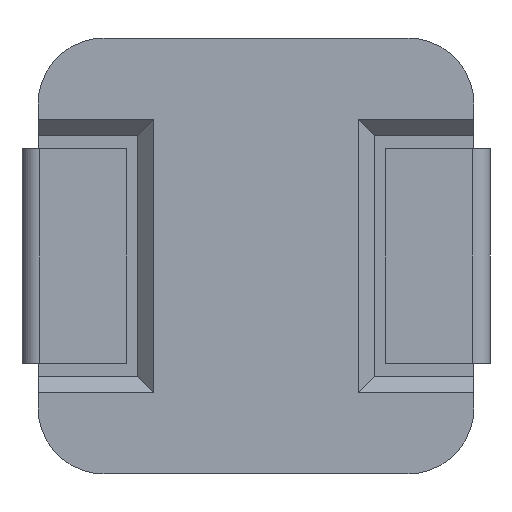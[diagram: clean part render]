
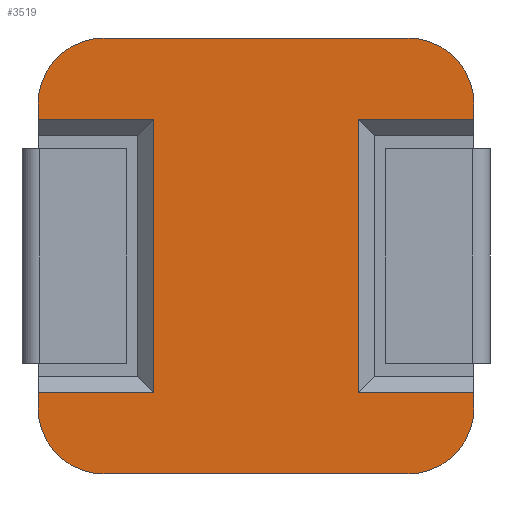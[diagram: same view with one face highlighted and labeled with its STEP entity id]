
A CAD part, front view. The second image highlights one B-rep face of the part: STEP entity #3519.
In plain terms, the highlighted planar face has unit normal (0, -1, 0).
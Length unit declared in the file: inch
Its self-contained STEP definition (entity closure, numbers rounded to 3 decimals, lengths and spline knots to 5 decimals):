
#126 = CARTESIAN_POINT ( 'NONE',  ( -0.04818, 0.09557, 0.34098 ) ) ;
#140 = EDGE_CURVE ( 'NONE', #4045, #3727, #721, .T. ) ;
#163 = EDGE_CURVE ( 'NONE', #2596, #3928, #2292, .T. ) ;
#165 = VERTEX_POINT ( 'NONE', #620 ) ;
#228 = LINE ( 'NONE', #3996, #4001 ) ;
#262 = DIRECTION ( 'NONE',  ( 1., 0., 0. ) ) ;
#273 = CARTESIAN_POINT ( 'NONE',  ( -0.04818, 0.09557, 0.17838 ) ) ;
#289 = VECTOR ( 'NONE', #3897, 39.37008 ) ;
#306 = AXIS2_PLACEMENT_3D ( 'NONE', #4087, #3653, #3184 ) ;
#406 = EDGE_CURVE ( 'NONE', #1679, #1809, #2814, .T. ) ;
#432 = CIRCLE ( 'NONE', #769, 0.0246 ) ;
#459 = EDGE_CURVE ( 'NONE', #844, #3140, #4169, .T. ) ;
#546 = DIRECTION ( 'NONE',  ( 1., 0., 0. ) ) ;
#572 = LINE ( 'NONE', #126, #289 ) ;
#620 = CARTESIAN_POINT ( 'NONE',  ( -0.04818, 0.09557, 0.34098 ) ) ;
#665 = VERTEX_POINT ( 'NONE', #1898 ) ;
#695 = ORIENTED_EDGE ( 'NONE', *, *, #3739, .T. ) ;
#703 = CARTESIAN_POINT ( 'NONE',  ( 0.06522, 0.09557, 0.31068 ) ) ;
#721 = LINE ( 'NONE', #273, #1569 ) ;
#730 = ORIENTED_EDGE ( 'NONE', *, *, #1363, .F. ) ;
#734 = ORIENTED_EDGE ( 'NONE', *, *, #1670, .F. ) ;
#742 = DIRECTION ( 'NONE',  ( 0., 0., -1. ) ) ;
#754 = ORIENTED_EDGE ( 'NONE', *, *, #1659, .T. ) ;
#769 = AXIS2_PLACEMENT_3D ( 'NONE', #3543, #2643, #2223 ) ;
#844 = VERTEX_POINT ( 'NONE', #2663 ) ;
#968 = CARTESIAN_POINT ( 'NONE',  ( 0.06522, 0.09557, 0.31068 ) ) ;
#982 = CARTESIAN_POINT ( 'NONE',  ( -0.07278, 0.09557, 0.20298 ) ) ;
#986 = CARTESIAN_POINT ( 'NONE',  ( 0.06522, 0.09557, 0.34098 ) ) ;
#1031 = ORIENTED_EDGE ( 'NONE', *, *, #3768, .F. ) ;
#1075 = CARTESIAN_POINT ( 'NONE',  ( 0.08982, 0.09557, 0.31638 ) ) ;
#1133 = CIRCLE ( 'NONE', #1324, 0.0246 ) ;
#1135 = LINE ( 'NONE', #703, #3107 ) ;
#1172 = DIRECTION ( 'NONE',  ( 0., 1., 0. ) ) ;
#1213 = CIRCLE ( 'NONE', #306, 0.0246 ) ;
#1254 = VECTOR ( 'NONE', #1447, 39.37008 ) ;
#1258 = ORIENTED_EDGE ( 'NONE', *, *, #1460, .T. ) ;
#1324 = AXIS2_PLACEMENT_3D ( 'NONE', #1555, #1172, #742 ) ;
#1325 = VECTOR ( 'NONE', #546, 39.37008 ) ;
#1357 = VECTOR ( 'NONE', #3279, 39.37008 ) ;
#1363 = EDGE_CURVE ( 'NONE', #3771, #3613, #1662, .T. ) ;
#1370 = LINE ( 'NONE', #968, #1325 ) ;
#1376 = ORIENTED_EDGE ( 'NONE', *, *, #2362, .T. ) ;
#1383 = EDGE_CURVE ( 'NONE', #3140, #665, #1135, .T. ) ;
#1394 = DIRECTION ( 'NONE',  ( 0., 0., -1. ) ) ;
#1411 = ORIENTED_EDGE ( 'NONE', *, *, #140, .F. ) ;
#1441 = ORIENTED_EDGE ( 'NONE', *, *, #2619, .F. ) ;
#1447 = DIRECTION ( 'NONE',  ( 0., 0., 1. ) ) ;
#1460 = EDGE_CURVE ( 'NONE', #2744, #844, #3510, .T. ) ;
#1474 = DIRECTION ( 'NONE',  ( 0., 0., 1. ) ) ;
#1555 = CARTESIAN_POINT ( 'NONE',  ( -0.04818, 0.09557, 0.20298 ) ) ;
#1569 = VECTOR ( 'NONE', #4058, 39.37008 ) ;
#1659 = EDGE_CURVE ( 'NONE', #3394, #1809, #228, .T. ) ;
#1662 = CIRCLE ( 'NONE', #3130, 0.0246 ) ;
#1670 = EDGE_CURVE ( 'NONE', #3613, #665, #2660, .T. ) ;
#1673 = EDGE_LOOP ( 'NONE', ( #1031, #1258, #2550, #3427, #734, #730, #3063, #2817, #2441, #695, #1376, #754, #3745, #1441, #1411, #1933 ) ) ;
#1679 = VERTEX_POINT ( 'NONE', #982 ) ;
#1715 = CARTESIAN_POINT ( 'NONE',  ( 0.04682, 0.09557, 0.31068 ) ) ;
#1722 = DIRECTION ( 'NONE',  ( 0., 0., -1. ) ) ;
#1754 = VECTOR ( 'NONE', #1394, 39.37008 ) ;
#1794 = DIRECTION ( 'NONE',  ( 0., 0., -1. ) ) ;
#1798 = CARTESIAN_POINT ( 'NONE',  ( 0.08982, 0.09557, 0.31638 ) ) ;
#1809 = VERTEX_POINT ( 'NONE', #2943 ) ;
#1838 = VECTOR ( 'NONE', #1722, 39.37008 ) ;
#1854 = CARTESIAN_POINT ( 'NONE',  ( -0.07278, 0.09557, 0.31638 ) ) ;
#1859 = CARTESIAN_POINT ( 'NONE',  ( -0.04818, 0.09557, 0.17838 ) ) ;
#1884 = DIRECTION ( 'NONE',  ( 0., 1., 0. ) ) ;
#1898 = CARTESIAN_POINT ( 'NONE',  ( 0.08982, 0.09557, 0.31068 ) ) ;
#1933 = ORIENTED_EDGE ( 'NONE', *, *, #2411, .F. ) ;
#1937 = CARTESIAN_POINT ( 'NONE',  ( -0.02978, 0.09557, 0.20868 ) ) ;
#1946 = DIRECTION ( 'NONE',  ( 0., 0., 1. ) ) ;
#2169 = CARTESIAN_POINT ( 'NONE',  ( -0.02978, 0.09557, 0.31638 ) ) ;
#2223 = DIRECTION ( 'NONE',  ( 0., 0., -1. ) ) ;
#2238 = CARTESIAN_POINT ( 'NONE',  ( 0.08982, 0.09557, 0.31638 ) ) ;
#2242 = LINE ( 'NONE', #1798, #1754 ) ;
#2292 = LINE ( 'NONE', #1854, #1254 ) ;
#2318 = CARTESIAN_POINT ( 'NONE',  ( 0.06522, 0.09557, 0.31638 ) ) ;
#2362 = EDGE_CURVE ( 'NONE', #3275, #3394, #2585, .T. ) ;
#2364 = VECTOR ( 'NONE', #1794, 39.37008 ) ;
#2382 = CARTESIAN_POINT ( 'NONE',  ( -0.07278, 0.09557, 0.31638 ) ) ;
#2411 = EDGE_CURVE ( 'NONE', #4076, #4045, #1213, .T. ) ;
#2441 = ORIENTED_EDGE ( 'NONE', *, *, #163, .F. ) ;
#2499 = CARTESIAN_POINT ( 'NONE',  ( -0.07278, 0.09557, 0.31638 ) ) ;
#2550 = ORIENTED_EDGE ( 'NONE', *, *, #459, .T. ) ;
#2585 = LINE ( 'NONE', #2169, #1838 ) ;
#2596 = VERTEX_POINT ( 'NONE', #3379 ) ;
#2609 = DIRECTION ( 'NONE',  ( -1., 0., 0. ) ) ;
#2619 = EDGE_CURVE ( 'NONE', #3727, #1679, #1133, .T. ) ;
#2643 = DIRECTION ( 'NONE',  ( 0., 1., 0. ) ) ;
#2660 = LINE ( 'NONE', #2238, #2364 ) ;
#2663 = CARTESIAN_POINT ( 'NONE',  ( 0.04682, 0.09557, 0.20868 ) ) ;
#2684 = AXIS2_PLACEMENT_3D ( 'NONE', #2318, #1884, #1474 ) ;
#2744 = VERTEX_POINT ( 'NONE', #3645 ) ;
#2754 = PLANE ( 'NONE',  #2684 ) ;
#2780 = CARTESIAN_POINT ( 'NONE',  ( 0.06522, 0.09557, 0.17838 ) ) ;
#2814 = LINE ( 'NONE', #2382, #3718 ) ;
#2817 = ORIENTED_EDGE ( 'NONE', *, *, #3633, .F. ) ;
#2911 = VECTOR ( 'NONE', #2609, 39.37008 ) ;
#2943 = CARTESIAN_POINT ( 'NONE',  ( -0.07278, 0.09557, 0.20868 ) ) ;
#3057 = CARTESIAN_POINT ( 'NONE',  ( 0.06522, 0.09557, 0.20868 ) ) ;
#3063 = ORIENTED_EDGE ( 'NONE', *, *, #3773, .F. ) ;
#3107 = VECTOR ( 'NONE', #262, 39.37008 ) ;
#3130 = AXIS2_PLACEMENT_3D ( 'NONE', #4148, #3723, #3248 ) ;
#3140 = VERTEX_POINT ( 'NONE', #1715 ) ;
#3184 = DIRECTION ( 'NONE',  ( 0., 0., -1. ) ) ;
#3227 = CARTESIAN_POINT ( 'NONE',  ( 0.08982, 0.09557, 0.20298 ) ) ;
#3248 = DIRECTION ( 'NONE',  ( 0., 0., 1. ) ) ;
#3275 = VERTEX_POINT ( 'NONE', #3852 ) ;
#3279 = DIRECTION ( 'NONE',  ( 0., 0., 1. ) ) ;
#3379 = CARTESIAN_POINT ( 'NONE',  ( -0.07278, 0.09557, 0.31068 ) ) ;
#3394 = VERTEX_POINT ( 'NONE', #1937 ) ;
#3427 = ORIENTED_EDGE ( 'NONE', *, *, #1383, .T. ) ;
#3510 = LINE ( 'NONE', #3057, #2911 ) ;
#3519 = ADVANCED_FACE ( 'NONE', ( #4009 ), #2754, .F. ) ;
#3543 = CARTESIAN_POINT ( 'NONE',  ( -0.04818, 0.09557, 0.31638 ) ) ;
#3561 = DIRECTION ( 'NONE',  ( -1., 0., 0. ) ) ;
#3613 = VERTEX_POINT ( 'NONE', #1075 ) ;
#3633 = EDGE_CURVE ( 'NONE', #3928, #165, #432, .T. ) ;
#3645 = CARTESIAN_POINT ( 'NONE',  ( 0.08982, 0.09557, 0.20868 ) ) ;
#3653 = DIRECTION ( 'NONE',  ( 0., 1., 0. ) ) ;
#3718 = VECTOR ( 'NONE', #1946, 39.37008 ) ;
#3723 = DIRECTION ( 'NONE',  ( 0., 1., 0. ) ) ;
#3727 = VERTEX_POINT ( 'NONE', #1859 ) ;
#3739 = EDGE_CURVE ( 'NONE', #2596, #3275, #1370, .T. ) ;
#3744 = CARTESIAN_POINT ( 'NONE',  ( 0.04682, 0.09557, 0.31638 ) ) ;
#3745 = ORIENTED_EDGE ( 'NONE', *, *, #406, .F. ) ;
#3768 = EDGE_CURVE ( 'NONE', #2744, #4076, #2242, .T. ) ;
#3771 = VERTEX_POINT ( 'NONE', #986 ) ;
#3773 = EDGE_CURVE ( 'NONE', #165, #3771, #572, .T. ) ;
#3852 = CARTESIAN_POINT ( 'NONE',  ( -0.02978, 0.09557, 0.31068 ) ) ;
#3897 = DIRECTION ( 'NONE',  ( 1., 0., 0. ) ) ;
#3928 = VERTEX_POINT ( 'NONE', #2499 ) ;
#3996 = CARTESIAN_POINT ( 'NONE',  ( 0.06522, 0.09557, 0.20868 ) ) ;
#4001 = VECTOR ( 'NONE', #3561, 39.37008 ) ;
#4009 = FACE_OUTER_BOUND ( 'NONE', #1673, .T. ) ;
#4045 = VERTEX_POINT ( 'NONE', #2780 ) ;
#4058 = DIRECTION ( 'NONE',  ( -1., 0., 0. ) ) ;
#4076 = VERTEX_POINT ( 'NONE', #3227 ) ;
#4087 = CARTESIAN_POINT ( 'NONE',  ( 0.06522, 0.09557, 0.20298 ) ) ;
#4148 = CARTESIAN_POINT ( 'NONE',  ( 0.06522, 0.09557, 0.31638 ) ) ;
#4169 = LINE ( 'NONE', #3744, #1357 ) ;
